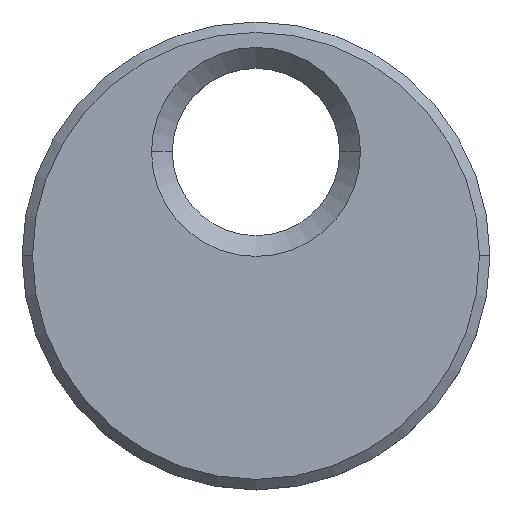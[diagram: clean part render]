
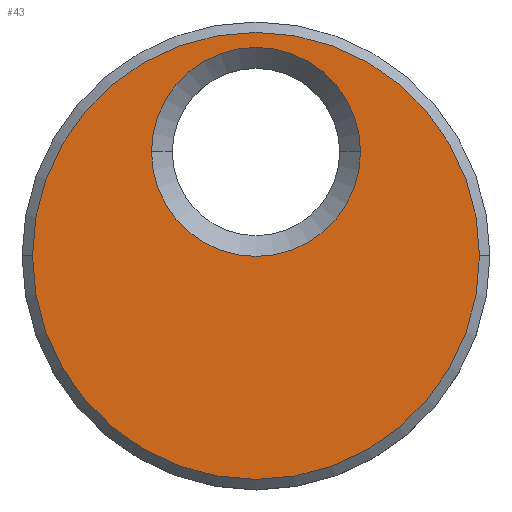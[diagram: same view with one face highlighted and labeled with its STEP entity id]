
A CAD part, top view. The second image highlights one B-rep face of the part: STEP entity #43.
In plain terms, the highlighted planar face has unit normal (0, 0, 1).
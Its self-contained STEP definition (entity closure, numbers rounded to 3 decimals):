
#43=ADVANCED_FACE('',(#91,#92),#93,.T.);
#91=FACE_BOUND('',#143,.T.);
#92=FACE_OUTER_BOUND('',#144,.T.);
#93=PLANE('',#145);
#143=EDGE_LOOP('',(#199,#200));
#144=EDGE_LOOP('',(#201,#202));
#145=AXIS2_PLACEMENT_3D('',#203,#204,#205);
#199=ORIENTED_EDGE('',*,*,#306,.F.);
#200=ORIENTED_EDGE('',*,*,#302,.F.);
#201=ORIENTED_EDGE('',*,*,#307,.F.);
#202=ORIENTED_EDGE('',*,*,#308,.F.);
#203=CARTESIAN_POINT('',(58.726,150.278,12.0));
#204=DIRECTION('',(0.0,0.0,1.0));
#205=DIRECTION('',(1.0,0.0,0.0));
#302=EDGE_CURVE('',#349,#351,#352,.T.);
#306=EDGE_CURVE('',#351,#349,#357,.T.);
#307=EDGE_CURVE('',#358,#359,#360,.T.);
#308=EDGE_CURVE('',#359,#358,#361,.T.);
#349=VERTEX_POINT('',#410);
#351=VERTEX_POINT('',#413);
#352=CIRCLE('',#414,10.05);
#357=CIRCLE('',#420,10.05);
#358=VERTEX_POINT('',#421);
#359=VERTEX_POINT('',#422);
#360=CIRCLE('',#423,21.5);
#361=CIRCLE('',#424,21.5);
#410=CARTESIAN_POINT('',(48.676,160.278,12.0));
#413=CARTESIAN_POINT('',(68.776,160.278,12.0));
#414=AXIS2_PLACEMENT_3D('',#477,#478,#479);
#420=AXIS2_PLACEMENT_3D('',#484,#485,#486);
#421=CARTESIAN_POINT('',(80.226,150.278,12.0));
#422=CARTESIAN_POINT('',(37.226,150.278,12.0));
#423=AXIS2_PLACEMENT_3D('',#487,#488,#489);
#424=AXIS2_PLACEMENT_3D('',#490,#491,#492);
#477=CARTESIAN_POINT('',(58.726,160.278,12.0));
#478=DIRECTION('',(0.0,0.0,1.0));
#479=DIRECTION('',(-1.0,0.0,0.0));
#484=CARTESIAN_POINT('',(58.726,160.278,12.0));
#485=DIRECTION('',(0.0,0.0,1.0));
#486=DIRECTION('',(-1.0,0.0,0.0));
#487=CARTESIAN_POINT('',(58.726,150.278,12.0));
#488=DIRECTION('',(-0.0,0.0,-1.0));
#489=DIRECTION('',(-1.0,0.0,0.0));
#490=CARTESIAN_POINT('',(58.726,150.278,12.0));
#491=DIRECTION('',(-0.0,0.0,-1.0));
#492=DIRECTION('',(-1.0,0.0,0.0));
